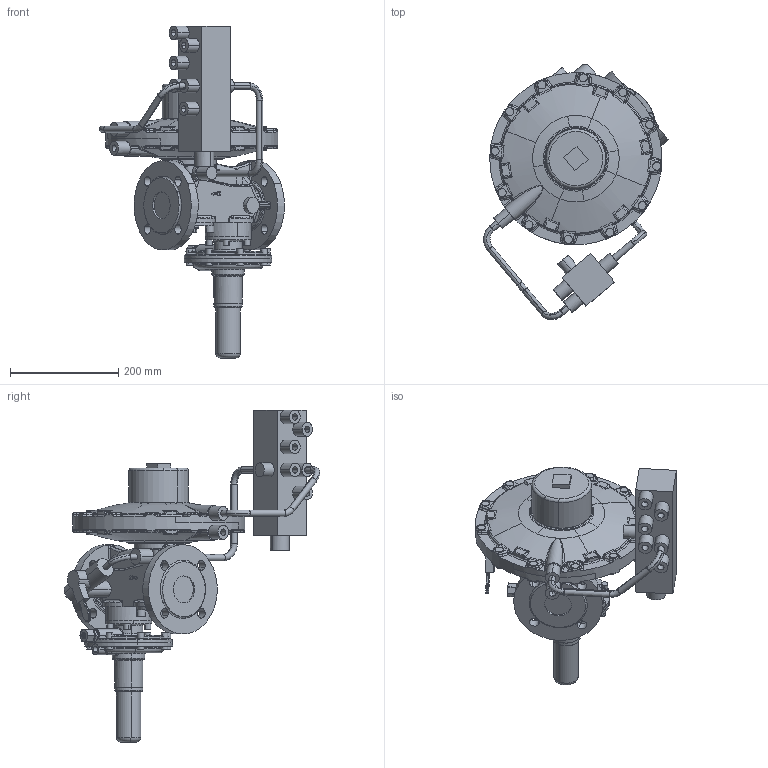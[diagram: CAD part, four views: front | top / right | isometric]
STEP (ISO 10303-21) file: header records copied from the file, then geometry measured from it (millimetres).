
FILE_DESCRIPTION(('CATIA V5 STEP Exchange'),'2;1');
FILE_NAME('RSP 254-050-320-R70-020.stp','2018-04-10T08:01:26+00:00',('none'),('none'),'CATIA Version 5 Release 19 SP 2 (IN-10)','CATIA V5 STEP AP214','none');
FILE_SCHEMA(('AUTOMOTIVE_DESIGN { 1 0 10303 214 1 1 1 1 }'));
Products named in the file (1): RSP 254-050-320-R70-020
Bounding box: 341.74 x 472.75 x 613.4 mm (x, y, z)
Volume: 9445541 mm3; surface area: 683683.9 mm2
Topology: 1 solids, 25 shells, 3169 faces, 7693 edges, 4329 vertices
Faces by surface type: bspline 937, cylinder 873, torus 607, plane 426, sphere 159, cone 159, extrusion 6, revolution 2
Entity records: 145796 total; most frequent: CARTESIAN_POINT 86070, ORIENTED_EDGE 14756, DIRECTION 7576, EDGE_CURVE 7378, AXIS2_PLACEMENT_3D 4424, VERTEX_POINT 4329, B_SPLINE_CURVE_WITH_KNOTS 3276, EDGE_LOOP 3267
